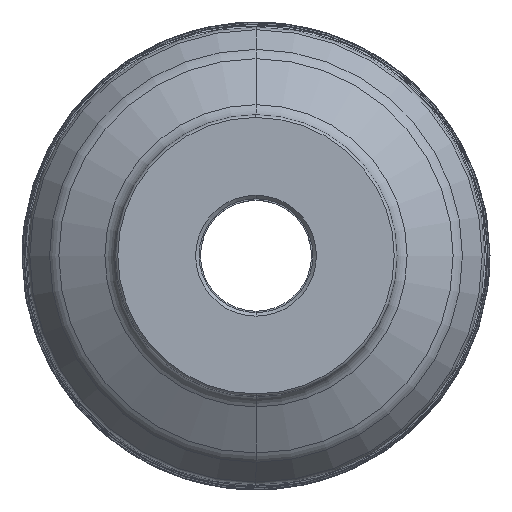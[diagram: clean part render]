
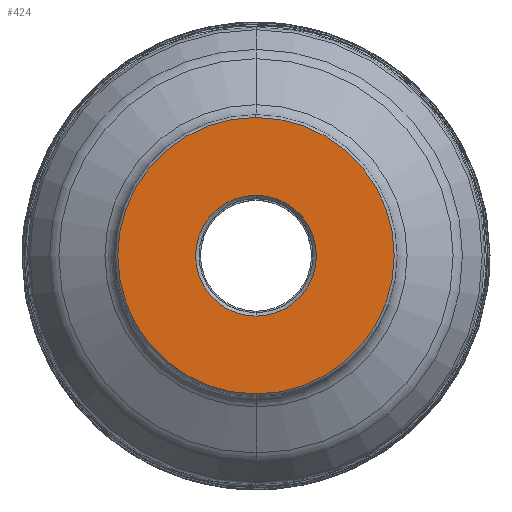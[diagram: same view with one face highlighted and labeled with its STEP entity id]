
A CAD part, top view. The second image highlights one B-rep face of the part: STEP entity #424.
In plain terms, the highlighted planar face has unit normal (0, 0, 1).
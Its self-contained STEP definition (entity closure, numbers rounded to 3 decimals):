
#148=PLANE('',#3688);
#158=FACE_BOUND('',#850,.T.);
#159=FACE_BOUND('',#851,.T.);
#424=ADVANCED_FACE('',(#158,#159),#148,.T.);
#850=EDGE_LOOP('',(#1568,#1569));
#851=EDGE_LOOP('',(#1570,#1571));
#1568=ORIENTED_EDGE('',*,*,#2266,.F.);
#1569=ORIENTED_EDGE('',*,*,#2267,.F.);
#1570=ORIENTED_EDGE('',*,*,#2265,.F.);
#1571=ORIENTED_EDGE('',*,*,#2263,.F.);
#1884=VERTEX_POINT('',#6779);
#1885=VERTEX_POINT('',#6781);
#1886=VERTEX_POINT('',#6787);
#1887=VERTEX_POINT('',#6788);
#2263=EDGE_CURVE('',#1884,#1885,#2740,.T.);
#2265=EDGE_CURVE('',#1885,#1884,#2741,.T.);
#2266=EDGE_CURVE('',#1886,#1887,#2742,.T.);
#2267=EDGE_CURVE('',#1887,#1886,#2743,.T.);
#2740=CIRCLE('',#3682,20.75);
#2741=CIRCLE('',#3684,20.75);
#2742=CIRCLE('',#3686,47.474);
#2743=CIRCLE('',#3687,47.474);
#3682=AXIS2_PLACEMENT_3D('',#6780,#4708,#4709);
#3684=AXIS2_PLACEMENT_3D('',#6784,#4713,#4714);
#3686=AXIS2_PLACEMENT_3D('',#6786,#4717,#4718);
#3687=AXIS2_PLACEMENT_3D('',#6789,#4719,#4720);
#3688=AXIS2_PLACEMENT_3D('',#6790,#4721,#4722);
#4708=DIRECTION('',(0.,0.,1.));
#4709=DIRECTION('',(0.,1.,0.));
#4713=DIRECTION('',(0.,0.,1.));
#4714=DIRECTION('',(0.,-1.,0.));
#4717=DIRECTION('',(0.,0.,-1.));
#4718=DIRECTION('',(0.,-1.,0.));
#4719=DIRECTION('',(0.,0.,-1.));
#4720=DIRECTION('',(0.,1.,0.));
#4721=DIRECTION('',(0.,0.,1.));
#4722=DIRECTION('',(0.,-1.,0.));
#6779=CARTESIAN_POINT('',(0.,20.75,0.));
#6780=CARTESIAN_POINT('',(0.,0.,0.));
#6781=CARTESIAN_POINT('',(0.,-20.75,0.));
#6784=CARTESIAN_POINT('',(0.,0.,0.));
#6786=CARTESIAN_POINT('',(0.,0.,0.));
#6787=CARTESIAN_POINT('',(0.008,-47.474,0.));
#6788=CARTESIAN_POINT('',(-0.008,47.474,0.));
#6789=CARTESIAN_POINT('',(0.,0.,0.));
#6790=CARTESIAN_POINT('',(0.,0.,0.));
